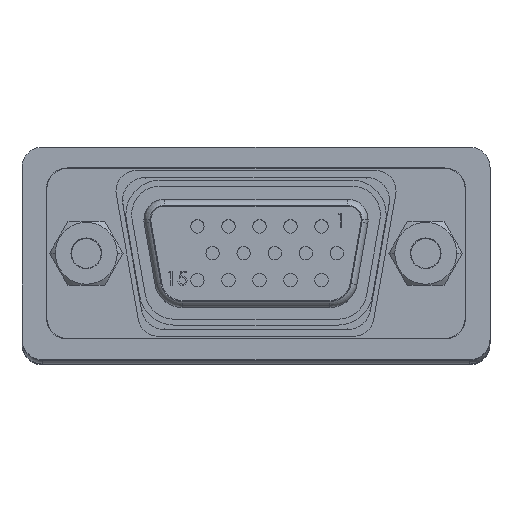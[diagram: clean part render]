
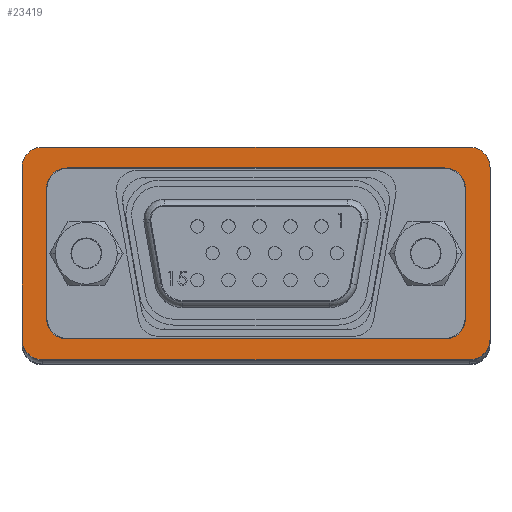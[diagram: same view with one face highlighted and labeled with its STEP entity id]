
A CAD part, top view. The second image highlights one B-rep face of the part: STEP entity #23419.
In plain terms, the highlighted face is planar.
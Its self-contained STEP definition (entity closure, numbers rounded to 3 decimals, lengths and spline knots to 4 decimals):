
#1878 = ORIENTED_EDGE ( 'NONE', *, *, #55920, .F. ) ;
#1880 = ORIENTED_EDGE ( 'NONE', *, *, #55922, .F. ) ;
#1881 = ORIENTED_EDGE ( 'NONE', *, *, #55925, .F. ) ;
#1883 = ORIENTED_EDGE ( 'NONE', *, *, #55927, .F. ) ;
#1885 = ORIENTED_EDGE ( 'NONE', *, *, #55929, .F. ) ;
#1886 = ORIENTED_EDGE ( 'NONE', *, *, #55931, .F. ) ;
#1888 = ORIENTED_EDGE ( 'NONE', *, *, #55933, .F. ) ;
#1890 = ORIENTED_EDGE ( 'NONE', *, *, #55935, .F. ) ;
#1892 = ORIENTED_EDGE ( 'NONE', *, *, #55699, .F. ) ;
#1893 = ORIENTED_EDGE ( 'NONE', *, *, #55702, .T. ) ;
#1894 = ORIENTED_EDGE ( 'NONE', *, *, #55912, .F. ) ;
#1896 = ORIENTED_EDGE ( 'NONE', *, *, #55841, .T. ) ;
#1898 = ORIENTED_EDGE ( 'NONE', *, *, #55837, .T. ) ;
#1900 = ORIENTED_EDGE ( 'NONE', *, *, #55830, .T. ) ;
#1902 = ORIENTED_EDGE ( 'NONE', *, *, #55880, .T. ) ;
#1903 = ORIENTED_EDGE ( 'NONE', *, *, #55695, .T. ) ;
#7014 = VERTEX_POINT ( 'NONE', #38846 ) ;
#7137 = VERTEX_POINT ( 'NONE', #38812 ) ;
#7390 = VERTEX_POINT ( 'NONE', #38751 ) ;
#15799 = VERTEX_POINT ( 'NONE', #58378 ) ;
#15822 = DIRECTION ( 'NONE',  ( 1., 0., 0. ) ) ;
#15823 = DIRECTION ( 'NONE',  ( 0., 0., 1. ) ) ;
#15828 = PLANE ( 'NONE',  #19021 ) ;
#15833 = CARTESIAN_POINT ( 'NONE',  ( -0.6785, 0.3085, -0.6975 ) ) ;
#19021 = AXIS2_PLACEMENT_3D ( 'NONE', #15833, #15823, #15822 ) ;
#20083 = CARTESIAN_POINT ( 'NONE',  ( 0.6185, -0.2485, -0.6975 ) ) ;
#20084 = DIRECTION ( 'NONE',  ( 0., 0., -1. ) ) ;
#20086 = DIRECTION ( 'NONE',  ( 1., 0., 0. ) ) ;
#20092 = CARTESIAN_POINT ( 'NONE',  ( 0.6785, 0.3085, -0.6975 ) ) ;
#20094 = DIRECTION ( 'NONE',  ( 0., -1., 0. ) ) ;
#20108 = CARTESIAN_POINT ( 'NONE',  ( 0.6185, 0.2485, -0.6975 ) ) ;
#20109 = DIRECTION ( 'NONE',  ( 0., 0., -1. ) ) ;
#20111 = DIRECTION ( 'NONE',  ( 1., 0., 0. ) ) ;
#20194 = CARTESIAN_POINT ( 'NONE',  ( -0.6785, -0.3085, -0.6975 ) ) ;
#20196 = DIRECTION ( 'NONE',  ( -1., 0., 0. ) ) ;
#20243 = DIRECTION ( 'NONE',  ( 1., 0., 0. ) ) ;
#20248 = CARTESIAN_POINT ( 'NONE',  ( 0.5475, 0.248, -0.6975 ) ) ;
#20262 = CARTESIAN_POINT ( 'NONE',  ( -0.6785, 0.3085, -0.6975 ) ) ;
#20265 = DIRECTION ( 'NONE',  ( -1., 0., 0. ) ) ;
#20280 = CARTESIAN_POINT ( 'NONE',  ( 0.6075, 0.188, -0.6975 ) ) ;
#20283 = DIRECTION ( 'NONE',  ( 0., -1., 0. ) ) ;
#20286 = CARTESIAN_POINT ( 'NONE',  ( -0.6075, 0.188, -0.6975 ) ) ;
#20289 = DIRECTION ( 'NONE',  ( 0., 1., 0. ) ) ;
#20290 = CARTESIAN_POINT ( 'NONE',  ( 0.5475, 0.188, -0.6975 ) ) ;
#20292 = DIRECTION ( 'NONE',  ( 0., 0., -1. ) ) ;
#20294 = DIRECTION ( 'NONE',  ( 1., 0., 0. ) ) ;
#20298 = CARTESIAN_POINT ( 'NONE',  ( 0.5475, -0.248, -0.6975 ) ) ;
#20300 = DIRECTION ( 'NONE',  ( -1., 0., 0. ) ) ;
#20302 = CARTESIAN_POINT ( 'NONE',  ( -0.5475, 0.188, -0.6975 ) ) ;
#20304 = DIRECTION ( 'NONE',  ( 0., 0., -1. ) ) ;
#20306 = DIRECTION ( 'NONE',  ( -1., 0., 0. ) ) ;
#20314 = CARTESIAN_POINT ( 'NONE',  ( -0.5475, -0.188, -0.6975 ) ) ;
#20316 = DIRECTION ( 'NONE',  ( 0., 0., -1. ) ) ;
#20318 = DIRECTION ( 'NONE',  ( 1., 0., 0. ) ) ;
#20324 = CARTESIAN_POINT ( 'NONE',  ( 0.5475, -0.188, -0.6975 ) ) ;
#20326 = DIRECTION ( 'NONE',  ( 0., 0., -1. ) ) ;
#20328 = DIRECTION ( 'NONE',  ( 1., 0., 0. ) ) ;
#20407 = CIRCLE ( 'NONE', #27627, 0.06 ) ;
#20421 = LINE ( 'NONE', #21846, #20427 ) ;
#20427 = VECTOR ( 'NONE', #21849, 39.3701 ) ;
#20428 = CIRCLE ( 'NONE', #27629, 0.06 ) ;
#20615 = CIRCLE ( 'NONE', #27651, 0.06 ) ;
#20624 = LINE ( 'NONE', #20092, #20630 ) ;
#20630 = VECTOR ( 'NONE', #20094, 39.3701 ) ;
#20632 = CIRCLE ( 'NONE', #27653, 0.06 ) ;
#20690 = LINE ( 'NONE', #20194, #20696 ) ;
#20696 = VECTOR ( 'NONE', #20196, 39.3701 ) ;
#20751 = LINE ( 'NONE', #20262, #20757 ) ;
#20757 = VECTOR ( 'NONE', #20265, 39.3701 ) ;
#20767 = LINE ( 'NONE', #20280, #20773 ) ;
#20771 = CIRCLE ( 'NONE', #27656, 0.06 ) ;
#20773 = VECTOR ( 'NONE', #20283, 39.3701 ) ;
#20775 = LINE ( 'NONE', #20248, #20779 ) ;
#20777 = CIRCLE ( 'NONE', #27657, 0.06 ) ;
#20779 = VECTOR ( 'NONE', #20243, 39.3701 ) ;
#20782 = LINE ( 'NONE', #20286, #20786 ) ;
#20784 = CIRCLE ( 'NONE', #27658, 0.06 ) ;
#20786 = VECTOR ( 'NONE', #20289, 39.3701 ) ;
#20788 = LINE ( 'NONE', #20298, #20792 ) ;
#20790 = CIRCLE ( 'NONE', #27659, 0.06 ) ;
#20792 = VECTOR ( 'NONE', #20300, 39.3701 ) ;
#21834 = CARTESIAN_POINT ( 'NONE',  ( -0.6185, -0.2485, -0.6975 ) ) ;
#21836 = DIRECTION ( 'NONE',  ( 0., 0., -1. ) ) ;
#21838 = DIRECTION ( 'NONE',  ( 1., 0., 0. ) ) ;
#21846 = CARTESIAN_POINT ( 'NONE',  ( -0.6785, 0.3085, -0.6975 ) ) ;
#21849 = DIRECTION ( 'NONE',  ( 0., -1., 0. ) ) ;
#21863 = CARTESIAN_POINT ( 'NONE',  ( -0.6185, 0.2485, -0.6975 ) ) ;
#21865 = DIRECTION ( 'NONE',  ( 0., 0., -1. ) ) ;
#21866 = DIRECTION ( 'NONE',  ( 1., 0., 0. ) ) ;
#23419 = ADVANCED_FACE ( 'NONE', ( #44706, #44709 ), #15828, .F. ) ;
#24771 = CARTESIAN_POINT ( 'NONE',  ( 0.6075, -0.188, -0.6975 ) ) ;
#24798 = CARTESIAN_POINT ( 'NONE',  ( -0.6075, 0.188, -0.6975 ) ) ;
#24916 = CARTESIAN_POINT ( 'NONE',  ( -0.6785, 0.2485, -0.6975 ) ) ;
#25584 = CARTESIAN_POINT ( 'NONE',  ( 0.6785, -0.2485, -0.6975 ) ) ;
#25609 = CARTESIAN_POINT ( 'NONE',  ( 0.6185, 0.3085, -0.6975 ) ) ;
#25654 = CARTESIAN_POINT ( 'NONE',  ( -0.6075, -0.188, -0.6975 ) ) ;
#25821 = CARTESIAN_POINT ( 'NONE',  ( -0.5475, 0.248, -0.6975 ) ) ;
#25934 = CARTESIAN_POINT ( 'NONE',  ( 0.6075, 0.188, -0.6975 ) ) ;
#27627 = AXIS2_PLACEMENT_3D ( 'NONE', #21834, #21836, #21838 ) ;
#27629 = AXIS2_PLACEMENT_3D ( 'NONE', #21863, #21865, #21866 ) ;
#27651 = AXIS2_PLACEMENT_3D ( 'NONE', #20083, #20084, #20086 ) ;
#27653 = AXIS2_PLACEMENT_3D ( 'NONE', #20108, #20109, #20111 ) ;
#27656 = AXIS2_PLACEMENT_3D ( 'NONE', #20290, #20292, #20294 ) ;
#27657 = AXIS2_PLACEMENT_3D ( 'NONE', #20302, #20304, #20306 ) ;
#27658 = AXIS2_PLACEMENT_3D ( 'NONE', #20314, #20316, #20318 ) ;
#27659 = AXIS2_PLACEMENT_3D ( 'NONE', #20324, #20326, #20328 ) ;
#33213 = VERTEX_POINT ( 'NONE', #24771 ) ;
#38751 = CARTESIAN_POINT ( 'NONE',  ( 0.5475, -0.248, -0.6975 ) ) ;
#38812 = CARTESIAN_POINT ( 'NONE',  ( 0.5475, 0.248, -0.6975 ) ) ;
#38846 = CARTESIAN_POINT ( 'NONE',  ( -0.5475, -0.248, -0.6975 ) ) ;
#38861 = VERTEX_POINT ( 'NONE', #24798 ) ;
#38993 = VERTEX_POINT ( 'NONE', #24916 ) ;
#40263 = VERTEX_POINT ( 'NONE', #25584 ) ;
#40288 = VERTEX_POINT ( 'NONE', #25609 ) ;
#40333 = VERTEX_POINT ( 'NONE', #25654 ) ;
#40500 = VERTEX_POINT ( 'NONE', #25821 ) ;
#40613 = VERTEX_POINT ( 'NONE', #25934 ) ;
#44706 = FACE_BOUND ( 'NONE', #48373, .T. ) ;
#44709 = FACE_OUTER_BOUND ( 'NONE', #48432, .T. ) ;
#48054 = CARTESIAN_POINT ( 'NONE',  ( -0.6185, 0.3085, -0.6975 ) ) ;
#48373 = EDGE_LOOP ( 'NONE', ( #1878, #1880, #1881, #1883, #1885, #1886, #1888, #1890 ) ) ;
#48432 = EDGE_LOOP ( 'NONE', ( #1892, #1893, #1894, #1896, #1898, #1900, #1902, #1903 ) ) ;
#49288 = CARTESIAN_POINT ( 'NONE',  ( -0.6785, -0.2485, -0.6975 ) ) ;
#49356 = CARTESIAN_POINT ( 'NONE',  ( -0.6185, -0.3085, -0.6975 ) ) ;
#49373 = CARTESIAN_POINT ( 'NONE',  ( 0.6185, -0.3085, -0.6975 ) ) ;
#52422 = VERTEX_POINT ( 'NONE', #48054 ) ;
#55695 = EDGE_CURVE ( 'NONE', #57166, #57093, #20407, .T. ) ;
#55699 = EDGE_CURVE ( 'NONE', #38993, #57093, #20421, .T. ) ;
#55702 = EDGE_CURVE ( 'NONE', #38993, #52422, #20428, .T. ) ;
#55830 = EDGE_CURVE ( 'NONE', #40263, #57186, #20615, .T. ) ;
#55837 = EDGE_CURVE ( 'NONE', #15799, #40263, #20624, .T. ) ;
#55841 = EDGE_CURVE ( 'NONE', #40288, #15799, #20632, .T. ) ;
#55880 = EDGE_CURVE ( 'NONE', #57186, #57166, #20690, .T. ) ;
#55912 = EDGE_CURVE ( 'NONE', #40288, #52422, #20751, .T. ) ;
#55920 = EDGE_CURVE ( 'NONE', #40613, #33213, #20767, .T. ) ;
#55922 = EDGE_CURVE ( 'NONE', #7137, #40613, #20771, .T. ) ;
#55925 = EDGE_CURVE ( 'NONE', #40500, #7137, #20775, .T. ) ;
#55927 = EDGE_CURVE ( 'NONE', #38861, #40500, #20777, .T. ) ;
#55929 = EDGE_CURVE ( 'NONE', #40333, #38861, #20782, .T. ) ;
#55931 = EDGE_CURVE ( 'NONE', #7014, #40333, #20784, .T. ) ;
#55933 = EDGE_CURVE ( 'NONE', #7390, #7014, #20788, .T. ) ;
#55935 = EDGE_CURVE ( 'NONE', #33213, #7390, #20790, .T. ) ;
#57093 = VERTEX_POINT ( 'NONE', #49288 ) ;
#57166 = VERTEX_POINT ( 'NONE', #49356 ) ;
#57186 = VERTEX_POINT ( 'NONE', #49373 ) ;
#58378 = CARTESIAN_POINT ( 'NONE',  ( 0.6785, 0.2485, -0.6975 ) ) ;
